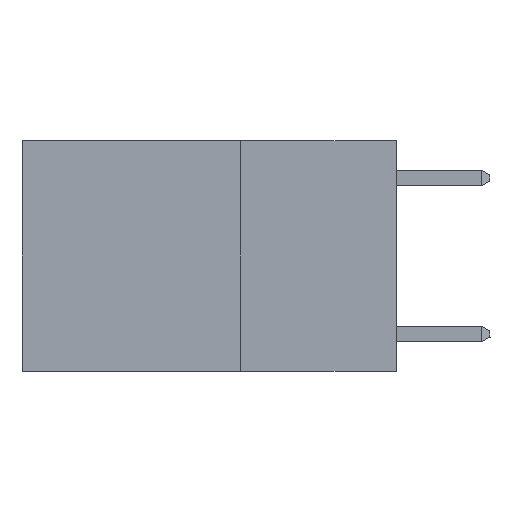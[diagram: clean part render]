
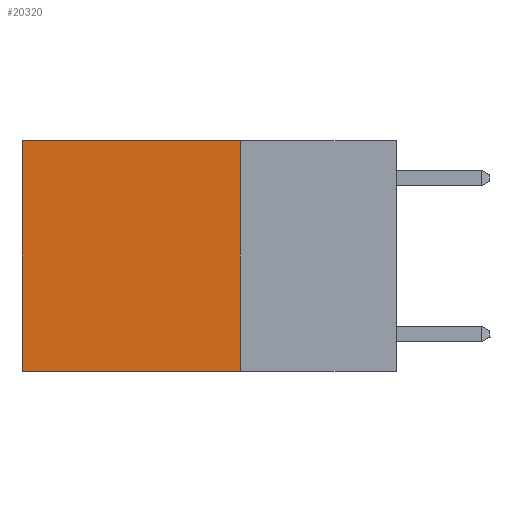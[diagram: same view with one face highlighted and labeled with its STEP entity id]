
A CAD part, left-side view. The second image highlights one B-rep face of the part: STEP entity #20320.
In plain terms, the highlighted planar face has unit normal (-1, 0, 0).
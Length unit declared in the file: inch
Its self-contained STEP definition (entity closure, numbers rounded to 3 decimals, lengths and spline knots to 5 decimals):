
#833 = EDGE_CURVE ( 'NONE', #5847, #7872, #9204, .T. ) ;
#980 = CARTESIAN_POINT ( 'NONE',  ( 0.2625, 0.25, -0.37 ) ) ;
#1067 = CARTESIAN_POINT ( 'NONE',  ( 0.2625, 0.25, 0. ) ) ;
#2365 = CARTESIAN_POINT ( 'NONE',  ( 0.2625, 0.6, 0. ) ) ;
#3120 = DIRECTION ( 'NONE',  ( 1., 0., 0. ) ) ;
#3268 = EDGE_CURVE ( 'NONE', #5847, #11850, #22100, .T. ) ;
#5174 = CARTESIAN_POINT ( 'NONE',  ( 0.2625, 0.6, 0. ) ) ;
#5232 = CARTESIAN_POINT ( 'NONE',  ( 0.2625, 0.25, 0. ) ) ;
#5847 = VERTEX_POINT ( 'NONE', #15044 ) ;
#6256 = VERTEX_POINT ( 'NONE', #22678 ) ;
#6792 = DIRECTION ( 'NONE',  ( 0., 1., 0. ) ) ;
#7872 = VERTEX_POINT ( 'NONE', #12794 ) ;
#8914 = VECTOR ( 'NONE', #20515, 39.37008 ) ;
#8963 = EDGE_LOOP ( 'NONE', ( #16584, #17488, #17673, #17854 ) ) ;
#9204 = LINE ( 'NONE', #20604, #8914 ) ;
#11850 = VERTEX_POINT ( 'NONE', #2365 ) ;
#11975 = FACE_OUTER_BOUND ( 'NONE', #8963, .T. ) ;
#12002 = VECTOR ( 'NONE', #6792, 39.37008 ) ;
#12226 = LINE ( 'NONE', #980, #12002 ) ;
#12794 = CARTESIAN_POINT ( 'NONE',  ( 0.2625, 0.25, -0.37 ) ) ;
#15044 = CARTESIAN_POINT ( 'NONE',  ( 0.2625, 0.25, 0. ) ) ;
#15914 = DIRECTION ( 'NONE',  ( 0., 0., -1. ) ) ;
#16350 = EDGE_CURVE ( 'NONE', #11850, #6256, #23057, .T. ) ;
#16584 = ORIENTED_EDGE ( 'NONE', *, *, #16350, .T. ) ;
#17488 = ORIENTED_EDGE ( 'NONE', *, *, #20295, .F. ) ;
#17673 = ORIENTED_EDGE ( 'NONE', *, *, #833, .F. ) ;
#17817 = DIRECTION ( 'NONE',  ( 0., 1., 0. ) ) ;
#17854 = ORIENTED_EDGE ( 'NONE', *, *, #3268, .T. ) ;
#19494 = DIRECTION ( 'NONE',  ( 0., 0., -1. ) ) ;
#20295 = EDGE_CURVE ( 'NONE', #7872, #6256, #12226, .T. ) ;
#20320 = ADVANCED_FACE ( 'NONE', ( #11975 ), #20863, .F. ) ;
#20515 = DIRECTION ( 'NONE',  ( 0., 0., -1. ) ) ;
#20604 = CARTESIAN_POINT ( 'NONE',  ( 0.2625, 0.25, 0. ) ) ;
#20863 = PLANE ( 'NONE',  #21444 ) ;
#21444 = AXIS2_PLACEMENT_3D ( 'NONE', #1067, #3120, #15914 ) ;
#22073 = VECTOR ( 'NONE', #19494, 39.37008 ) ;
#22100 = LINE ( 'NONE', #5232, #22307 ) ;
#22307 = VECTOR ( 'NONE', #17817, 39.37008 ) ;
#22678 = CARTESIAN_POINT ( 'NONE',  ( 0.2625, 0.6, -0.37 ) ) ;
#23057 = LINE ( 'NONE', #5174, #22073 ) ;
